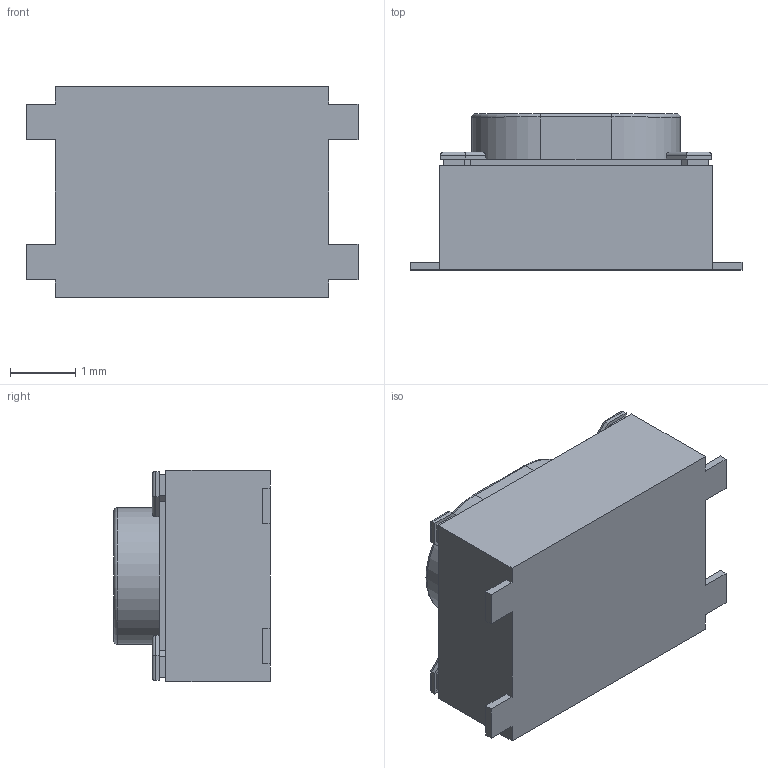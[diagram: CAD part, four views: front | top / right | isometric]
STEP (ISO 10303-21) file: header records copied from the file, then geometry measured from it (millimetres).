
FILE_DESCRIPTION (( 'STEP AP214' ), '1' );
FILE_NAME ('tact_switch_K2-1808SN-A4SW.STEP', '2017-10-08T04:53:28', ( 'thomas' ), ( '' ), 'SwSTEP 2.0', 'SolidWorks 2017', '' );
FILE_SCHEMA (( 'AUTOMOTIVE_DESIGN' ));
Length unit declared in the file: millimetre
Products named in the file (1): tact_switch_K2-1808SN-A4SW
Bounding box: 5.1 x 2.4 x 3.25 mm (x, y, z)
Volume: 27.2 mm3; surface area: 65.2 mm2
Topology: 1 solids, 1 shells, 121 faces, 300 edges, 192 vertices
Faces by surface type: plane 93, cylinder 26, torus 2
Entity records: 4707 total; most frequent: CARTESIAN_POINT 674, ORIENTED_EDGE 600, DIRECTION 538, EDGE_CURVE 300, LINE 266, VECTOR 266, VERTEX_POINT 192, AXIS2_PLACEMENT_3D 136
